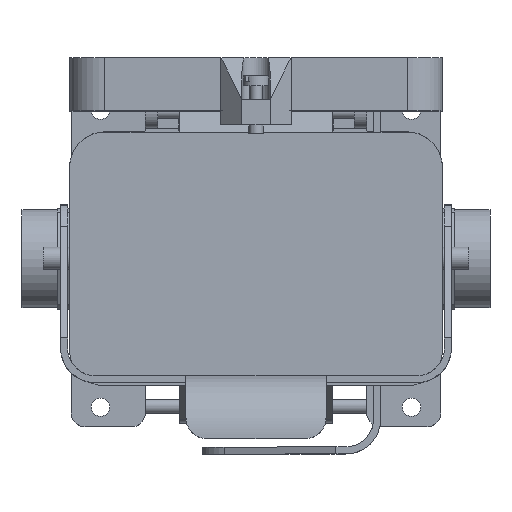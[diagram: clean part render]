
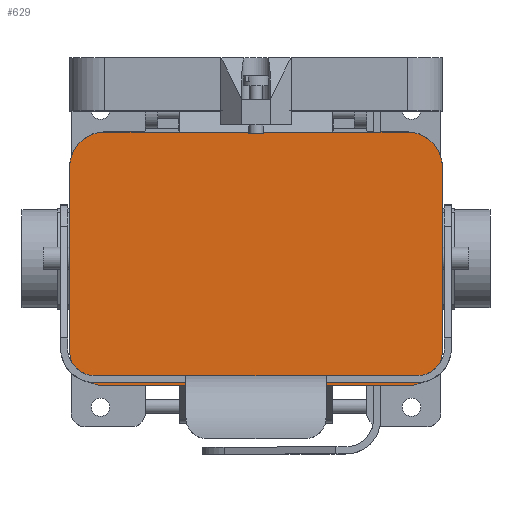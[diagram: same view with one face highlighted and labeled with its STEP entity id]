
A CAD part, top view. The second image highlights one B-rep face of the part: STEP entity #629.
In plain terms, the highlighted planar face has unit normal (0, 0, 1).
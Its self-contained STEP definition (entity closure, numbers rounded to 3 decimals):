
#629 = ADVANCED_FACE( '', ( #1486 ), #1487, .T. );
#1486 = FACE_OUTER_BOUND( '', #2593, .T. );
#1487 = PLANE( '', #2594 );
#2593 = EDGE_LOOP( '', ( #4479, #4480, #4481, #4482, #4483, #4484, #4485, #4486, #4487, #4488, #4489, #4490, #4491, #4492 ) );
#2594 = AXIS2_PLACEMENT_3D( '', #4493, #4494, #4495 );
#4479 = ORIENTED_EDGE( '', *, *, #6976, .F. );
#4480 = ORIENTED_EDGE( '', *, *, #6678, .T. );
#4481 = ORIENTED_EDGE( '', *, *, #6977, .T. );
#4482 = ORIENTED_EDGE( '', *, *, #6407, .F. );
#4483 = ORIENTED_EDGE( '', *, *, #6420, .F. );
#4484 = ORIENTED_EDGE( '', *, *, #6978, .F. );
#4485 = ORIENTED_EDGE( '', *, *, #6979, .T. );
#4486 = ORIENTED_EDGE( '', *, *, #6980, .T. );
#4487 = ORIENTED_EDGE( '', *, *, #6981, .F. );
#4488 = ORIENTED_EDGE( '', *, *, #6982, .T. );
#4489 = ORIENTED_EDGE( '', *, *, #6305, .T. );
#4490 = ORIENTED_EDGE( '', *, *, #6983, .T. );
#4491 = ORIENTED_EDGE( '', *, *, #6984, .F. );
#4492 = ORIENTED_EDGE( '', *, *, #6681, .F. );
#4493 = CARTESIAN_POINT( '', ( -54., 32.75, 19. ) );
#4494 = DIRECTION( '', ( 0., 0., 1. ) );
#4495 = DIRECTION( '', ( 1., 0., 0. ) );
#6305 = EDGE_CURVE( '', #7510, #7508, #7511, .T. );
#6407 = EDGE_CURVE( '', #7706, #7708, #7709, .T. );
#6420 = EDGE_CURVE( '', #7726, #7706, #7728, .T. );
#6678 = EDGE_CURVE( '', #8164, #8168, #8170, .T. );
#6681 = EDGE_CURVE( '', #8173, #8175, #8176, .T. );
#6976 = EDGE_CURVE( '', #8164, #8173, #8634, .T. );
#6977 = EDGE_CURVE( '', #8168, #7708, #8635, .T. );
#6978 = EDGE_CURVE( '', #8636, #7726, #8637, .T. );
#6979 = EDGE_CURVE( '', #8636, #8638, #8639, .T. );
#6980 = EDGE_CURVE( '', #8638, #8640, #8641, .F. );
#6981 = EDGE_CURVE( '', #8193, #8640, #8642, .T. );
#6982 = EDGE_CURVE( '', #8193, #7510, #8643, .T. );
#6983 = EDGE_CURVE( '', #7508, #8644, #8645, .T. );
#6984 = EDGE_CURVE( '', #8175, #8644, #8646, .T. );
#7508 = VERTEX_POINT( '', #9300 );
#7510 = VERTEX_POINT( '', #9303 );
#7511 = CIRCLE( '', #9304, 12.5 );
#7706 = VERTEX_POINT( '', #9571 );
#7708 = VERTEX_POINT( '', #9574 );
#7709 = LINE( '', #9575, #9576 );
#7726 = VERTEX_POINT( '', #9600 );
#7728 = CIRCLE( '', #9603, 12.5 );
#8164 = VERTEX_POINT( '', #10245 );
#8168 = VERTEX_POINT( '', #10251 );
#8170 = LINE( '', #10254, #10255 );
#8173 = VERTEX_POINT( '', #10258 );
#8175 = VERTEX_POINT( '', #10261 );
#8176 = LINE( '', #10262, #10263 );
#8193 = VERTEX_POINT( '', #10286 );
#8634 = LINE( '', #10946, #10947 );
#8635 = CIRCLE( '', #10948, 12.5 );
#8636 = VERTEX_POINT( '', #10949 );
#8637 = LINE( '', #10950, #10951 );
#8638 = VERTEX_POINT( '', #10952 );
#8639 = LINE( '', #10953, #10954 );
#8640 = VERTEX_POINT( '', #10955 );
#8641 = CIRCLE( '', #10956, 5. );
#8642 = LINE( '', #10957, #10958 );
#8643 = LINE( '', #10959, #10960 );
#8644 = VERTEX_POINT( '', #10961 );
#8645 = LINE( '', #10962, #10963 );
#8646 = CIRCLE( '', #10964, 12.5 );
#9300 = CARTESIAN_POINT( '', ( -66.5, 32.75, 19. ) );
#9303 = CARTESIAN_POINT( '', ( -54., 45.25, 19. ) );
#9304 = AXIS2_PLACEMENT_3D( '', #11788, #11789, #11790 );
#9571 = CARTESIAN_POINT( '', ( 66.5, 32.75, 19. ) );
#9574 = CARTESIAN_POINT( '', ( 66.5, -32.75, 19. ) );
#9575 = CARTESIAN_POINT( '', ( 66.5, 32.75, 19. ) );
#9576 = VECTOR( '', #11930, 1000. );
#9600 = CARTESIAN_POINT( '', ( 54., 45.25, 19. ) );
#9603 = AXIS2_PLACEMENT_3D( '', #11942, #11943, #11944 );
#10245 = CARTESIAN_POINT( '', ( 27.25, -45.25, 19. ) );
#10251 = CARTESIAN_POINT( '', ( 54., -45.25, 19. ) );
#10254 = CARTESIAN_POINT( '', ( 0., -45.25, 19. ) );
#10255 = VECTOR( '', #12263, 1000. );
#10258 = CARTESIAN_POINT( '', ( -27.25, -45.25, 19. ) );
#10261 = CARTESIAN_POINT( '', ( -54., -45.25, 19. ) );
#10262 = CARTESIAN_POINT( '', ( 0., -45.25, 19. ) );
#10263 = VECTOR( '', #12265, 1000. );
#10286 = CARTESIAN_POINT( '', ( -12.5, 45.25, 19. ) );
#10946 = CARTESIAN_POINT( '', ( 0., -45.25, 19. ) );
#10947 = VECTOR( '', #12598, 1000. );
#10948 = AXIS2_PLACEMENT_3D( '', #12599, #12600, #12601 );
#10949 = CARTESIAN_POINT( '', ( 12.5, 45.25, 19. ) );
#10950 = CARTESIAN_POINT( '', ( 0., 45.25, 19. ) );
#10951 = VECTOR( '', #12602, 1000. );
#10952 = CARTESIAN_POINT( '', ( 4.33, 45.25, 19. ) );
#10953 = CARTESIAN_POINT( '', ( 132.126, 45.25, 19. ) );
#10954 = VECTOR( '', #12603, 1000. );
#10955 = CARTESIAN_POINT( '', ( -4.33, 45.25, 19. ) );
#10956 = AXIS2_PLACEMENT_3D( '', #12604, #12605, #12606 );
#10957 = CARTESIAN_POINT( '', ( -132.126, 45.25, 19. ) );
#10958 = VECTOR( '', #12607, 1000. );
#10959 = CARTESIAN_POINT( '', ( 0., 45.25, 19. ) );
#10960 = VECTOR( '', #12608, 1000. );
#10961 = CARTESIAN_POINT( '', ( -66.5, -32.75, 19. ) );
#10962 = CARTESIAN_POINT( '', ( -66.5, 32.75, 19. ) );
#10963 = VECTOR( '', #12609, 1000. );
#10964 = AXIS2_PLACEMENT_3D( '', #12610, #12611, #12612 );
#11788 = CARTESIAN_POINT( '', ( -54., 32.75, 19. ) );
#11789 = DIRECTION( '', ( 0., 0., 1. ) );
#11790 = DIRECTION( '', ( 1., 0., 0. ) );
#11930 = DIRECTION( '', ( 0., -1., 0. ) );
#11942 = CARTESIAN_POINT( '', ( 54., 32.75, 19. ) );
#11943 = DIRECTION( '', ( 0., 0., -1. ) );
#11944 = DIRECTION( '', ( -1., 0., 0. ) );
#12263 = DIRECTION( '', ( 1., 0., 0. ) );
#12265 = DIRECTION( '', ( -1., 0., 0. ) );
#12598 = DIRECTION( '', ( -1., 0., 0. ) );
#12599 = CARTESIAN_POINT( '', ( 54., -32.75, 19. ) );
#12600 = DIRECTION( '', ( 0., 0., 1. ) );
#12601 = DIRECTION( '', ( -1., 0., 0. ) );
#12602 = DIRECTION( '', ( 1., 0., 0. ) );
#12603 = DIRECTION( '', ( -1., 0., 0. ) );
#12604 = CARTESIAN_POINT( '', ( 0., 47.75, 19. ) );
#12605 = DIRECTION( '', ( 0., 0., 1. ) );
#12606 = DIRECTION( '', ( 1., 0., 0. ) );
#12607 = DIRECTION( '', ( 1., 0., 0. ) );
#12608 = DIRECTION( '', ( -1., 0., 0. ) );
#12609 = DIRECTION( '', ( 0., -1., 0. ) );
#12610 = CARTESIAN_POINT( '', ( -54., -32.75, 19. ) );
#12611 = DIRECTION( '', ( 0., 0., -1. ) );
#12612 = DIRECTION( '', ( 1., 0., 0. ) );
